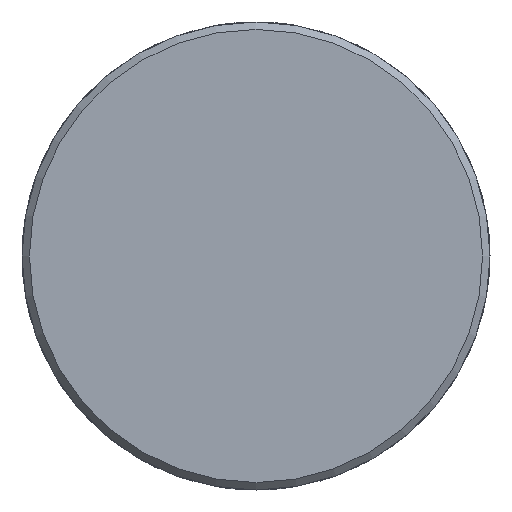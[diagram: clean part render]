
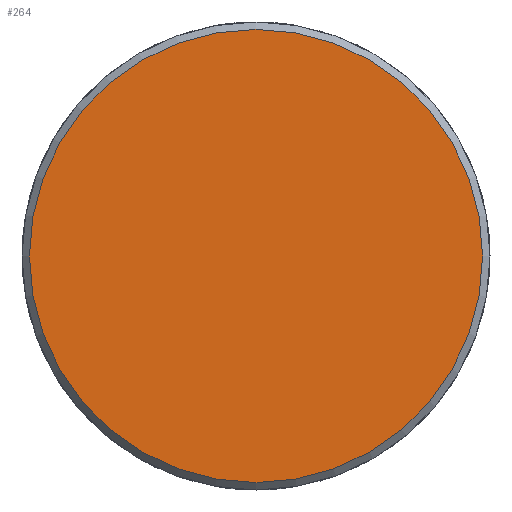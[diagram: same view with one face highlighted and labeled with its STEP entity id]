
A CAD part, left-side view. The second image highlights one B-rep face of the part: STEP entity #264.
In plain terms, the highlighted planar face has unit normal (-1, 0, 0).
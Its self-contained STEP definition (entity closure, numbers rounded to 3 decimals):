
#142=FACE_OUTER_BOUND('',#532,.T.);
#264=ADVANCED_FACE('',(#142),#290,.F.);
#290=PLANE('',#1345);
#532=EDGE_LOOP('',(#866));
#866=ORIENTED_EDGE('',*,*,#1148,.T.);
#981=VERTEX_POINT('',#2496);
#1148=EDGE_CURVE('',#981,#981,#1201,.T.);
#1201=CIRCLE('',#1332,30.5);
#1332=AXIS2_PLACEMENT_3D('',#2495,#1633,#1634);
#1345=AXIS2_PLACEMENT_3D('',#2514,#1659,#1660);
#1633=DIRECTION('',(-1.,0.,0.));
#1634=DIRECTION('',(0.,0.,-1.));
#1659=DIRECTION('',(1.,0.,0.));
#1660=DIRECTION('',(0.,0.,-1.));
#2495=CARTESIAN_POINT('',(0.,0.,0.));
#2496=CARTESIAN_POINT('',(0.,0.,-30.5));
#2514=CARTESIAN_POINT('',(0.,0.,0.));
